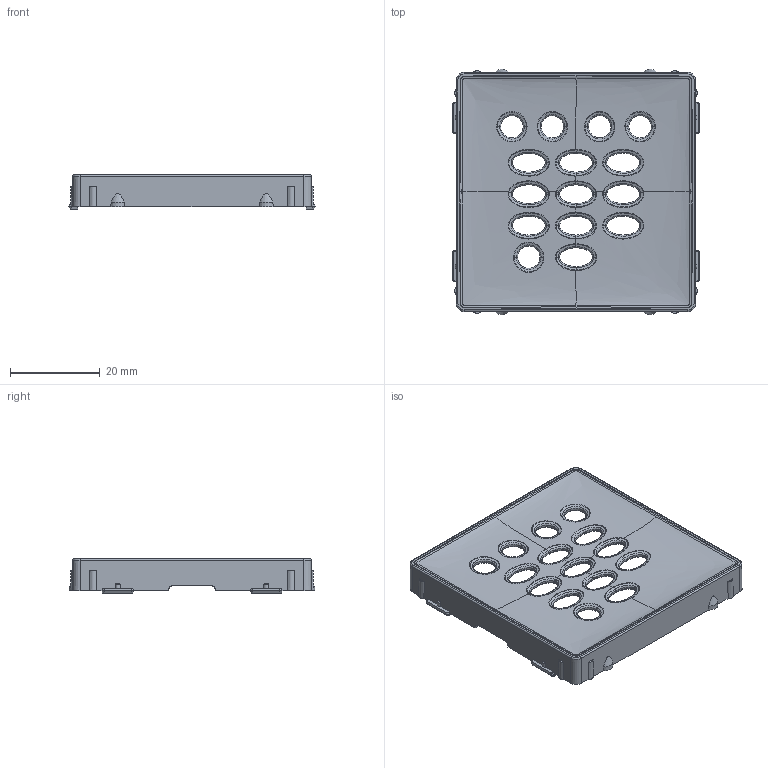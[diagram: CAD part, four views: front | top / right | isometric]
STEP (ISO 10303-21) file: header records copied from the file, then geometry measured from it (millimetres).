
FILE_DESCRIPTION(('CATIA V5 STEP Exchange','CAx-IF Rec.Pracs.--- Model Styling and Organization---1.4--- 2014-01-23'),'2;1');
FILE_NAME('755462_AllCATPart.stp','2020-02-20T09:01:20+00:00',('none'),('none'),'CATIA Version 5-6 Release 2017 SP3','CATIA V5 STEP AP214','none');
FILE_SCHEMA(('AUTOMOTIVE_DESIGN { 1 0 10303 214 1 1 1 1 }'));
Products named in the file (1): 755462_AllCATPart
Bounding box: 54.8 x 54.6 x 7.6 mm (x, y, z)
Volume: 4638.7 mm3; surface area: 7902.4 mm2
Topology: 1 solids, 1 shells, 2216 faces, 6344 edges, 4170 vertices
Faces by surface type: plane 1863, bspline 273, cone 48, cylinder 24, torus 8
Entity records: 104367 total; most frequent: CARTESIAN_POINT 54099, ORIENTED_EDGE 12686, EDGE_CURVE 6343, DIRECTION 5703, B_SPLINE_CURVE_WITH_KNOTS 4316, VERTEX_POINT 4170, EDGE_LOOP 2287, ADVANCED_FACE 2216
